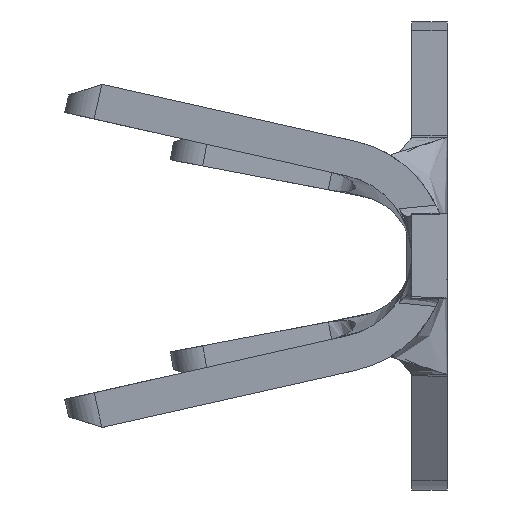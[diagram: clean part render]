
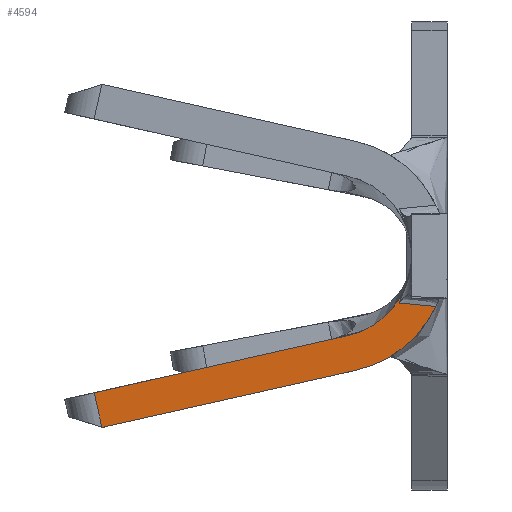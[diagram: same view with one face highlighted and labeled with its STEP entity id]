
A CAD part, left-side view. The second image highlights one B-rep face of the part: STEP entity #4594.
In plain terms, the highlighted planar face has unit normal (-0.996, 0.087, 0).
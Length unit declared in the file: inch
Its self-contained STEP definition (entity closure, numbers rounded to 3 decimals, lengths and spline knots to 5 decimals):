
#52 = EDGE_LOOP ( 'NONE', ( #2994, #6132, #1018, #4105, #1150, #3851, #6503, #3879 ) ) ;
#229 = CARTESIAN_POINT ( 'NONE',  ( -0.67006, 0.28505, -0.12258 ) ) ;
#266 = EDGE_CURVE ( 'NONE', #6921, #2700, #4086, .T. ) ;
#394 = CARTESIAN_POINT ( 'NONE',  ( -0.69181, 0.03642, -0.03575 ) ) ;
#510 = CARTESIAN_POINT ( 'NONE',  ( -0.69226, 0.03128, -0.02264 ) ) ;
#605 = VERTEX_POINT ( 'NONE', #2840 ) ;
#973 = VECTOR ( 'NONE', #1850, 39.37008 ) ;
#1018 = ORIENTED_EDGE ( 'NONE', *, *, #6400, .T. ) ;
#1150 = ORIENTED_EDGE ( 'NONE', *, *, #5244, .F. ) ;
#1303 =( BOUNDED_CURVE ( )  B_SPLINE_CURVE ( 3, ( #2850, #2252, #3435, #7504 ),
 .UNSPECIFIED., .F., .F. ) 
 B_SPLINE_CURVE_WITH_KNOTS ( ( 4, 4 ),
 ( 1.79219, 2.76778 ),
 .UNSPECIFIED. ) 
 CURVE ( )  GEOMETRIC_REPRESENTATION_ITEM ( )  RATIONAL_B_SPLINE_CURVE ( ( 1., 0.922, 0.922, 1. ) ) 
 REPRESENTATION_ITEM ( '' )  );
#1401 = DIRECTION ( 'NONE',  ( 0.083, 0.951, 0.297 ) ) ;
#1425 = CARTESIAN_POINT ( 'NONE',  ( -0.69401, 0.01136, -0.0381 ) ) ;
#1733 = CARTESIAN_POINT ( 'NONE',  ( -0.69129, 0.04237, -0.08073 ) ) ;
#1761 = CARTESIAN_POINT ( 'NONE',  ( -0.68892, 0.06946, -0.08683 ) ) ;
#1850 = DIRECTION ( 'NONE',  ( 0.085, 0.972, -0.219 ) ) ;
#1906 = VERTEX_POINT ( 'NONE', #510 ) ;
#2012 = CARTESIAN_POINT ( 'NONE',  ( -0.69341, 0.0182, -0.03751 ) ) ;
#2104 = CARTESIAN_POINT ( 'NONE',  ( -0.69226, 0.03128, -0.02264 ) ) ;
#2252 = CARTESIAN_POINT ( 'NONE',  ( -0.6902, 0.05489, -0.05587 ) ) ;
#2300 = CARTESIAN_POINT ( 'NONE',  ( -0.69319, 0.02066, -0.06342 ) ) ;
#2460 = DIRECTION ( 'NONE',  ( -0.019, -0.22, -0.975 ) ) ;
#2608 = CARTESIAN_POINT ( 'NONE',  ( -0.69286, 0.02441, -0.03697 ) ) ;
#2664 = EDGE_CURVE ( 'NONE', #605, #1906, #1303, .T. ) ;
#2698 = DIRECTION ( 'NONE',  ( -0.085, -0.972, 0.219 ) ) ;
#2700 = VERTEX_POINT ( 'NONE', #3009 ) ;
#2714 = CARTESIAN_POINT ( 'NONE',  ( -0.67158, 0.26768, -0.10377 ) ) ;
#2840 = CARTESIAN_POINT ( 'NONE',  ( -0.6884, 0.07539, -0.06049 ) ) ;
#2850 = CARTESIAN_POINT ( 'NONE',  ( -0.6884, 0.07539, -0.06049 ) ) ;
#2861 = EDGE_CURVE ( 'NONE', #7171, #2700, #6402, .T. ) ;
#2994 = ORIENTED_EDGE ( 'NONE', *, *, #5361, .F. ) ;
#3009 = CARTESIAN_POINT ( 'NONE',  ( -0.67209, 0.26182, -0.12983 ) ) ;
#3166 = CARTESIAN_POINT ( 'NONE',  ( -0.69424, 0.00869, -0.03836 ) ) ;
#3177 = VERTEX_POINT ( 'NONE', #7423 ) ;
#3207 = DIRECTION ( 'NONE',  ( 0.996, -0.087, 0. ) ) ;
#3301 = CARTESIAN_POINT ( 'NONE',  ( -0.69238, 0.02999, -0.03643 ) ) ;
#3327 = VECTOR ( 'NONE', #1401, 39.37008 ) ;
#3337 = CARTESIAN_POINT ( 'NONE',  ( -0.67321, 0.24906, -0.18649 ) ) ;
#3352 = VERTEX_POINT ( 'NONE', #5404 ) ;
#3435 = CARTESIAN_POINT ( 'NONE',  ( -0.69159, 0.03895, -0.0422 ) ) ;
#3834 =( BOUNDED_CURVE ( )  B_SPLINE_CURVE ( 3, ( #4596, #2300, #1733, #5808 ),
 .UNSPECIFIED., .F., .F. ) 
 B_SPLINE_CURVE_WITH_KNOTS ( ( 4, 4 ),
 ( 3.58722, 4.49099 ),
 .UNSPECIFIED. ) 
 CURVE ( )  GEOMETRIC_REPRESENTATION_ITEM ( )  RATIONAL_B_SPLINE_CURVE ( ( 1., 0.933, 0.933, 1. ) ) 
 REPRESENTATION_ITEM ( '' )  );
#3851 = ORIENTED_EDGE ( 'NONE', *, *, #266, .T. ) ;
#3878 = CARTESIAN_POINT ( 'NONE',  ( -0.692, 0.03428, -0.03599 ) ) ;
#3879 = ORIENTED_EDGE ( 'NONE', *, *, #5432, .F. ) ;
#4086 = LINE ( 'NONE', #3337, #5804 ) ;
#4105 = ORIENTED_EDGE ( 'NONE', *, *, #2664, .F. ) ;
#4204 = EDGE_CURVE ( 'NONE', #3177, #3352, #6054, .T. ) ;
#4594 = ADVANCED_FACE ( 'NONE', ( #6529 ), #5514, .F. ) ;
#4596 = CARTESIAN_POINT ( 'NONE',  ( -0.69424, 0.00869, -0.03836 ) ) ;
#4787 = LINE ( 'NONE', #6161, #6347 ) ;
#4924 = CARTESIAN_POINT ( 'NONE',  ( -0.69408, 0.01047, -0.03819 ) ) ;
#5244 = EDGE_CURVE ( 'NONE', #6921, #605, #4787, .T. ) ;
#5361 = EDGE_CURVE ( 'NONE', #3177, #7451, #3834, .T. ) ;
#5404 = CARTESIAN_POINT ( 'NONE',  ( -0.69181, 0.03642, -0.03575 ) ) ;
#5432 = EDGE_CURVE ( 'NONE', #7451, #7171, #5613, .T. ) ;
#5494 = CARTESIAN_POINT ( 'NONE',  ( -0.69371, 0.01477, -0.03779 ) ) ;
#5514 = PLANE ( 'NONE',  #6724 ) ;
#5592 = CARTESIAN_POINT ( 'NONE',  ( -0.69211, 0.033, -0.02701 ) ) ;
#5613 = LINE ( 'NONE', #7057, #973 ) ;
#5651 = B_SPLINE_CURVE_WITH_KNOTS ( 'NONE', 3,
 ( #6145, #6756, #5592, #2104 ),
 .UNSPECIFIED., .F., .F.,
 ( 4, 4 ),
 ( 0., 0.00036 ),
 .UNSPECIFIED. ) ;
#5804 = VECTOR ( 'NONE', #2460, 39.37008 ) ;
#5808 = CARTESIAN_POINT ( 'NONE',  ( -0.68892, 0.06946, -0.08683 ) ) ;
#6054 = B_SPLINE_CURVE_WITH_KNOTS ( 'NONE', 3,
 ( #3166, #7233, #4924, #1425, #5494, #2012, #6076, #2608, #6675, #3301, #7379, #3878, #394 ),
 .UNSPECIFIED., .F., .F.,
 ( 4, 3, 3, 3, 4 ),
 ( 0., 0.00007, 0.00033, 0.00055, 0.00071 ),
 .UNSPECIFIED. ) ;
#6076 = CARTESIAN_POINT ( 'NONE',  ( -0.69311, 0.02162, -0.03721 ) ) ;
#6132 = ORIENTED_EDGE ( 'NONE', *, *, #4204, .T. ) ;
#6145 = CARTESIAN_POINT ( 'NONE',  ( -0.69181, 0.03642, -0.03575 ) ) ;
#6161 = CARTESIAN_POINT ( 'NONE',  ( -0.68845, 0.07484, -0.06036 ) ) ;
#6347 = VECTOR ( 'NONE', #2698, 39.37008 ) ;
#6400 = EDGE_CURVE ( 'NONE', #3352, #1906, #5651, .T. ) ;
#6402 = LINE ( 'NONE', #229, #3327 ) ;
#6503 = ORIENTED_EDGE ( 'NONE', *, *, #2861, .F. ) ;
#6529 = FACE_OUTER_BOUND ( 'NONE', #52, .T. ) ;
#6675 = CARTESIAN_POINT ( 'NONE',  ( -0.69262, 0.0272, -0.03671 ) ) ;
#6694 = CARTESIAN_POINT ( 'NONE',  ( -0.695, 0., -0.13 ) ) ;
#6724 = AXIS2_PLACEMENT_3D ( 'NONE', #6694, #3207, #7281 ) ;
#6756 = CARTESIAN_POINT ( 'NONE',  ( -0.69196, 0.03471, -0.03138 ) ) ;
#6921 = VERTEX_POINT ( 'NONE', #2714 ) ;
#7057 = CARTESIAN_POINT ( 'NONE',  ( -0.68897, 0.06895, -0.08671 ) ) ;
#7171 = VERTEX_POINT ( 'NONE', #7303 ) ;
#7233 = CARTESIAN_POINT ( 'NONE',  ( -0.69416, 0.00958, -0.03827 ) ) ;
#7281 = DIRECTION ( 'NONE',  ( 0.087, 0.996, 0. ) ) ;
#7303 = CARTESIAN_POINT ( 'NONE',  ( -0.67214, 0.26126, -0.13 ) ) ;
#7379 = CARTESIAN_POINT ( 'NONE',  ( -0.69219, 0.03214, -0.03622 ) ) ;
#7423 = CARTESIAN_POINT ( 'NONE',  ( -0.69424, 0.00869, -0.03836 ) ) ;
#7451 = VERTEX_POINT ( 'NONE', #1761 ) ;
#7504 = CARTESIAN_POINT ( 'NONE',  ( -0.69226, 0.03128, -0.02264 ) ) ;
